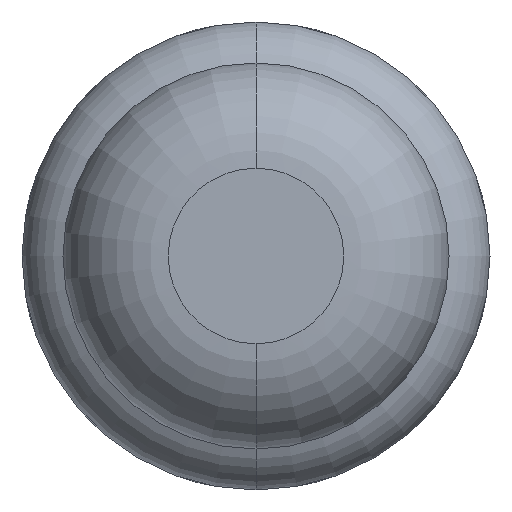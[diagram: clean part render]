
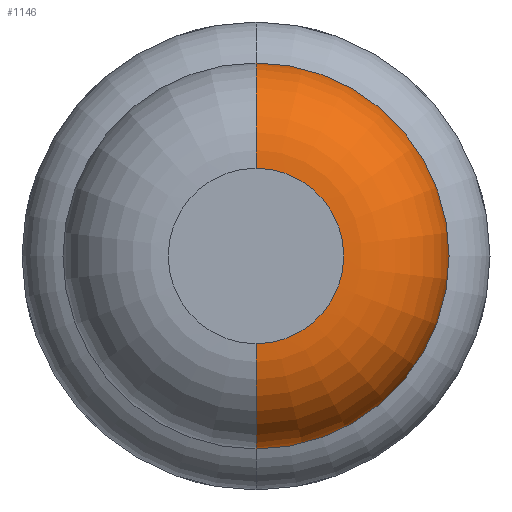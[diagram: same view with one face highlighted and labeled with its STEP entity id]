
A CAD part, front view. The second image highlights one B-rep face of the part: STEP entity #1146.
In plain terms, the highlighted toroidal (fillet/blend) face has major radius 0.375 mm and minor radius 0.45 mm.
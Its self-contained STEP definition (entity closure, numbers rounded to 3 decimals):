
#140 = ORIENTED_EDGE ( 'NONE', *, *, #1232, .T. ) ;
#403 = DIRECTION ( 'NONE',  ( 0., 1., 0. ) ) ;
#417 = CARTESIAN_POINT ( 'NONE',  ( 0., -23.55, 0.375 ) ) ;
#469 = AXIS2_PLACEMENT_3D ( 'NONE', #2005, #2864, #4824 ) ;
#535 = CARTESIAN_POINT ( 'NONE',  ( 0., -24., 0.375 ) ) ;
#584 = CIRCLE ( 'NONE', #624, 0.375 ) ;
#624 = AXIS2_PLACEMENT_3D ( 'NONE', #2477, #4032, #1708 ) ;
#913 = ORIENTED_EDGE ( 'NONE', *, *, #2437, .T. ) ;
#972 = AXIS2_PLACEMENT_3D ( 'NONE', #1736, #4445, #1676 ) ;
#1146 = ADVANCED_FACE ( 'Defeature ausgef�hrt1_6', ( #3595 ), #1535, .T. ) ;
#1172 = DIRECTION ( 'NONE',  ( 0., 0., 1. ) ) ;
#1232 = EDGE_CURVE ( 'NONE', #1998, #4686, #3660, .T. ) ;
#1483 = AXIS2_PLACEMENT_3D ( 'NONE', #417, #1554, #1938 ) ;
#1526 = CARTESIAN_POINT ( 'NONE',  ( 0., -23.55, 0. ) ) ;
#1535 = TOROIDAL_SURFACE ( 'NONE', #469, 0.375, 0.45 ) ;
#1554 = DIRECTION ( 'NONE',  ( -1., 0., 0. ) ) ;
#1676 = DIRECTION ( 'NONE',  ( 0., 0., -1. ) ) ;
#1698 = CIRCLE ( 'NONE', #2163, 0.825 ) ;
#1708 = DIRECTION ( 'NONE',  ( 0., 0., 1. ) ) ;
#1736 = CARTESIAN_POINT ( 'NONE',  ( 0., -23.55, -0.375 ) ) ;
#1795 = EDGE_CURVE ( 'Defeature ausgef�hrt1_7+Defeature ausgef�hrt1_6+Defeature ausgef�hrt1_6+Defeature ausgef�hrt1_6', #3514, #4686, #1698, .T. ) ;
#1938 = DIRECTION ( 'NONE',  ( 0., 0., 1. ) ) ;
#1998 = VERTEX_POINT ( 'NONE', #4748 ) ;
#2005 = CARTESIAN_POINT ( 'NONE',  ( 0., -23.55, 0. ) ) ;
#2163 = AXIS2_PLACEMENT_3D ( 'NONE', #1526, #403, #1172 ) ;
#2397 = ORIENTED_EDGE ( 'NONE', *, *, #4685, .F. ) ;
#2437 = EDGE_CURVE ( 'Defeature ausgef�hrt1_6+Defeature ausgef�hrt1_5+Defeature ausgef�hrt1_5+Defeature ausgef�hrt1_5', #2936, #1998, #584, .T. ) ;
#2477 = CARTESIAN_POINT ( 'NONE',  ( 0., -24., 0. ) ) ;
#2767 = ORIENTED_EDGE ( 'NONE', *, *, #1795, .F. ) ;
#2864 = DIRECTION ( 'NONE',  ( 0., 1., 0. ) ) ;
#2936 = VERTEX_POINT ( 'NONE', #535 ) ;
#3100 = EDGE_LOOP ( 'NONE', ( #913, #140, #2767, #2397 ) ) ;
#3514 = VERTEX_POINT ( 'NONE', #4753 ) ;
#3595 = FACE_OUTER_BOUND ( 'NONE', #3100, .T. ) ;
#3629 = CIRCLE ( 'NONE', #1483, 0.45 ) ;
#3660 = CIRCLE ( 'NONE', #972, 0.45 ) ;
#3874 = CARTESIAN_POINT ( 'NONE',  ( 0., -23.55, -0.825 ) ) ;
#4032 = DIRECTION ( 'NONE',  ( 0., 1., 0. ) ) ;
#4445 = DIRECTION ( 'NONE',  ( 1., 0., 0. ) ) ;
#4685 = EDGE_CURVE ( 'NONE', #2936, #3514, #3629, .T. ) ;
#4686 = VERTEX_POINT ( 'NONE', #3874 ) ;
#4748 = CARTESIAN_POINT ( 'NONE',  ( 0., -24., -0.375 ) ) ;
#4753 = CARTESIAN_POINT ( 'NONE',  ( 0., -23.55, 0.825 ) ) ;
#4824 = DIRECTION ( 'NONE',  ( 0., 0., 1. ) ) ;
